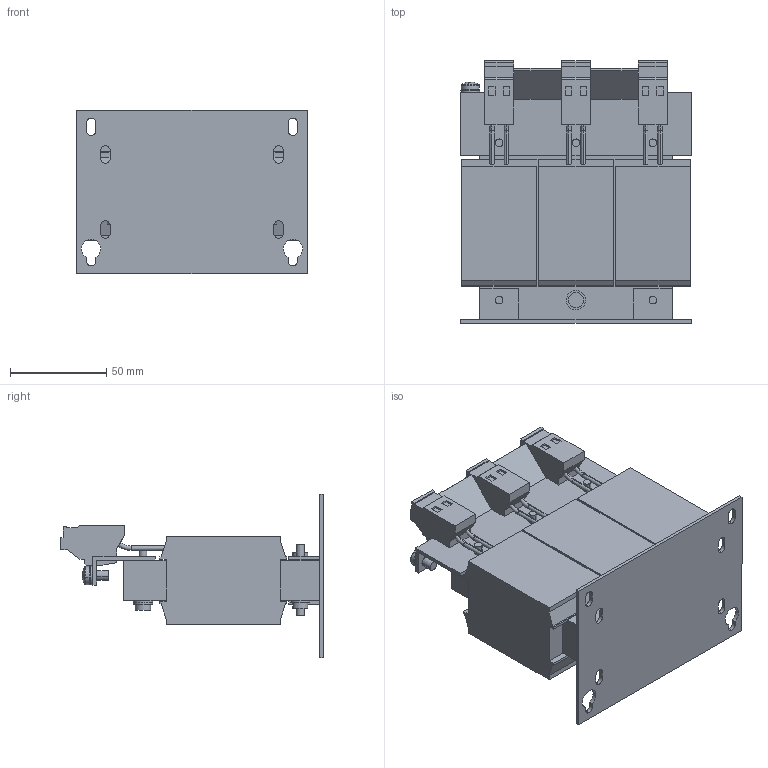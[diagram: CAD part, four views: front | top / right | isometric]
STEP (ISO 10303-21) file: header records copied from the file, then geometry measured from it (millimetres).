
FILE_DESCRIPTION (( 'STEP AP214' ), '1' );
FILE_NAME ('933120.STEP', '2024-08-29T12:30:59', ( '' ), ( '' ), 'SwSTEP 2.0', 'SolidWorks 2022', '' );
FILE_SCHEMA (( 'AUTOMOTIVE_DESIGN' ));
Length unit declared in the file: millimetre
Products named in the file (1): 933120
Bounding box: 120 x 136.65 x 85 mm (x, y, z)
Volume: 477294.7 mm3; surface area: 90812.8 mm2
Topology: 1 solids, 1 shells, 609 faces, 1614 edges, 1063 vertices
Faces by surface type: plane 447, cylinder 140, torus 14, cone 6, sphere 2
Entity records: 19016 total; most frequent: CARTESIAN_POINT 3549, ORIENTED_EDGE 3224, DIRECTION 3120, EDGE_CURVE 1612, VECTOR 1260, LINE 1260, VERTEX_POINT 1063, AXIS2_PLACEMENT_3D 930
